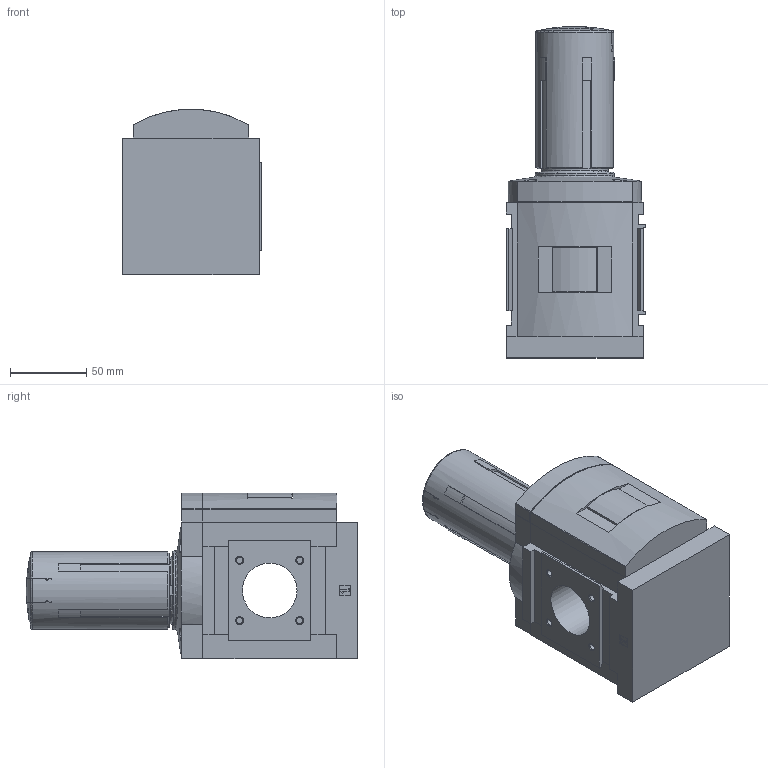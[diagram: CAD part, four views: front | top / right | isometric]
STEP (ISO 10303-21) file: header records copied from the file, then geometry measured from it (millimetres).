
FILE_DESCRIPTION(/* description */ ('STEP AP214'),/* implementation_level */ '2;1');
FILE_NAME(/* name */ '564140_MS9-LR-NG-D5-DI-AG-PSI-AS',/* time_stamp */ '2024-09-11T17:20:30+02:00',/* author */ ('License CC BY-ND 4.0'),/* organization */ ('CADENAS'),/* preprocessor_version */ 'ST-DEVELOPER v19.3',/* originating_system */ 'PARTsolutions',/* authorisation */ ' ');
FILE_SCHEMA (('AUTOMOTIVE_DESIGN {1 0 10303 214 3 1 1}'));
Length unit declared in the file: millimetre
Products named in the file (4): 564140 MS9-LR-NG-D5-DI-AG-PSI-AS; 562530 MS-LR0--DID5AS; 707204 MS9; 670907
Assembly tree (3 placements, depth 2):
  564140 MS9-LR-NG-D5-DI-AG-PSI-AS
    562530 MS-LR0--DID5AS
    707204 MS9
    670907
Bounding box: 91.5 x 218.2 x 109 mm (x, y, z)
Volume: 1107657.7 mm3; surface area: 119525.5 mm2
Topology: 3 solids, 3 shells, 413 faces, 1091 edges, 714 vertices
Faces by surface type: plane 301, cylinder 72, cone 17, torus 14, sphere 9
Full cylindrical faces by diameter (mm): 4.134 x8, 9.728 x1, 10 x4, 11 x4, 13 x1, 36 x1, 51.2 x1, 52 x1
Entity records: 15104 total; most frequent: CARTESIAN_POINT 2368, DIRECTION 2137, ORIENTED_EDGE 2084, EDGE_CURVE 1042, AXIS2_PLACEMENT_3D 732, VERTEX_POINT 702, LINE 673, VECTOR 673
